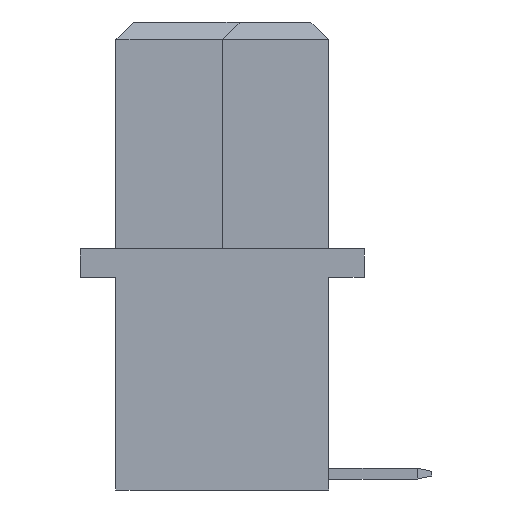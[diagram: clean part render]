
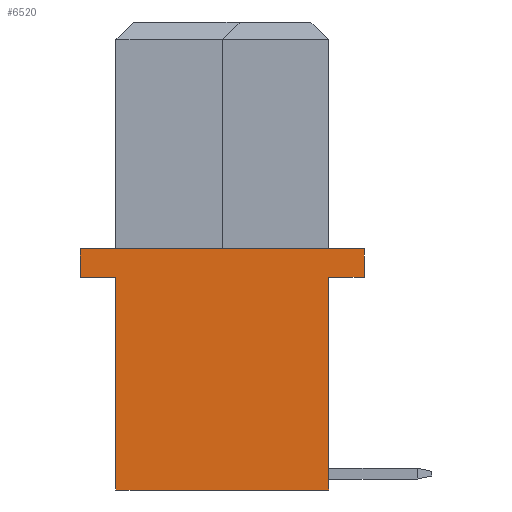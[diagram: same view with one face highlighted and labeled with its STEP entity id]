
A CAD part, left-side view. The second image highlights one B-rep face of the part: STEP entity #6520.
In plain terms, the highlighted planar face has unit normal (-1, 0, 0).
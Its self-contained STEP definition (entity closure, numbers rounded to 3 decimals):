
#232 = CARTESIAN_POINT ( 'NONE',  ( -19.38, 4., -6.4 ) ) ;
#303 = ORIENTED_EDGE ( 'NONE', *, *, #6000, .F. ) ;
#629 = CARTESIAN_POINT ( 'NONE',  ( -19.38, 3., -7.2 ) ) ;
#660 = DIRECTION ( 'NONE',  ( 0., 0., 1. ) ) ;
#711 = CARTESIAN_POINT ( 'NONE',  ( -19.38, -4., -13.2 ) ) ;
#760 = CARTESIAN_POINT ( 'NONE',  ( -19.38, 4., -13.2 ) ) ;
#803 = LINE ( 'NONE', #760, #8967 ) ;
#853 = DIRECTION ( 'NONE',  ( 0., -1., 0. ) ) ;
#939 = EDGE_CURVE ( 'NONE', #7473, #2477, #6301, .T. ) ;
#968 = VERTEX_POINT ( 'NONE', #3481 ) ;
#1426 = EDGE_CURVE ( 'NONE', #3104, #3992, #3565, .T. ) ;
#1911 = CARTESIAN_POINT ( 'NONE',  ( -19.38, 4., -7.2 ) ) ;
#2140 = CARTESIAN_POINT ( 'NONE',  ( -19.38, -3., -7.2 ) ) ;
#2372 = EDGE_CURVE ( 'NONE', #3104, #7677, #8148, .T. ) ;
#2375 = VECTOR ( 'NONE', #5550, 1000. ) ;
#2379 = ORIENTED_EDGE ( 'NONE', *, *, #7984, .T. ) ;
#2477 = VERTEX_POINT ( 'NONE', #3521 ) ;
#2483 = ORIENTED_EDGE ( 'NONE', *, *, #6588, .F. ) ;
#2669 = CARTESIAN_POINT ( 'NONE',  ( -19.38, -3., -7.2 ) ) ;
#2771 = VECTOR ( 'NONE', #853, 1000. ) ;
#3104 = VERTEX_POINT ( 'NONE', #8694 ) ;
#3134 = CARTESIAN_POINT ( 'NONE',  ( -19.38, 3., -13.2 ) ) ;
#3146 = ORIENTED_EDGE ( 'NONE', *, *, #5436, .T. ) ;
#3279 = ORIENTED_EDGE ( 'NONE', *, *, #9267, .F. ) ;
#3377 = CARTESIAN_POINT ( 'NONE',  ( -19.38, 4., -6.4 ) ) ;
#3481 = CARTESIAN_POINT ( 'NONE',  ( -19.38, -3., -13.2 ) ) ;
#3521 = CARTESIAN_POINT ( 'NONE',  ( -19.38, 4., -7.2 ) ) ;
#3565 = LINE ( 'NONE', #2140, #7144 ) ;
#3610 = DIRECTION ( 'NONE',  ( 0., 1., 0. ) ) ;
#3726 = ORIENTED_EDGE ( 'NONE', *, *, #2372, .T. ) ;
#3992 = VERTEX_POINT ( 'NONE', #7924 ) ;
#4556 = CARTESIAN_POINT ( 'NONE',  ( -19.38, -4., -13.2 ) ) ;
#4613 = LINE ( 'NONE', #3377, #9268 ) ;
#4695 = DIRECTION ( 'NONE',  ( 0., 0., 1. ) ) ;
#4796 = DIRECTION ( 'NONE',  ( 0., 1., 0. ) ) ;
#4972 = ORIENTED_EDGE ( 'NONE', *, *, #1426, .F. ) ;
#5036 = CARTESIAN_POINT ( 'NONE',  ( -19.38, -4., -6.4 ) ) ;
#5079 = ORIENTED_EDGE ( 'NONE', *, *, #939, .F. ) ;
#5140 = LINE ( 'NONE', #7499, #2771 ) ;
#5300 = EDGE_LOOP ( 'NONE', ( #3279, #4972, #3726, #303, #2483, #5079, #2379, #3146 ) ) ;
#5392 = VERTEX_POINT ( 'NONE', #232 ) ;
#5436 = EDGE_CURVE ( 'NONE', #6300, #968, #5140, .T. ) ;
#5550 = DIRECTION ( 'NONE',  ( 0., 0., -1. ) ) ;
#5627 = VECTOR ( 'NONE', #4796, 1000. ) ;
#5713 = DIRECTION ( 'NONE',  ( 0., 0., 1. ) ) ;
#6000 = EDGE_CURVE ( 'NONE', #5392, #7677, #4613, .T. ) ;
#6254 = LINE ( 'NONE', #2669, #2375 ) ;
#6300 = VERTEX_POINT ( 'NONE', #3134 ) ;
#6301 = LINE ( 'NONE', #1911, #5627 ) ;
#6420 = FACE_OUTER_BOUND ( 'NONE', #5300, .T. ) ;
#6520 = ADVANCED_FACE ( 'NONE', ( #6420 ), #7976, .T. ) ;
#6588 = EDGE_CURVE ( 'NONE', #2477, #5392, #803, .T. ) ;
#6995 = DIRECTION ( 'NONE',  ( 0., 0., -1. ) ) ;
#7077 = VECTOR ( 'NONE', #4695, 1000. ) ;
#7130 = DIRECTION ( 'NONE',  ( -1., 0., 0. ) ) ;
#7144 = VECTOR ( 'NONE', #3610, 1000. ) ;
#7324 = AXIS2_PLACEMENT_3D ( 'NONE', #711, #7130, #660 ) ;
#7344 = VECTOR ( 'NONE', #6995, 1000. ) ;
#7473 = VERTEX_POINT ( 'NONE', #8868 ) ;
#7499 = CARTESIAN_POINT ( 'NONE',  ( -19.38, -4., -13.2 ) ) ;
#7677 = VERTEX_POINT ( 'NONE', #5036 ) ;
#7924 = CARTESIAN_POINT ( 'NONE',  ( -19.38, -3., -7.2 ) ) ;
#7976 = PLANE ( 'NONE',  #7324 ) ;
#7984 = EDGE_CURVE ( 'NONE', #7473, #6300, #8567, .T. ) ;
#8148 = LINE ( 'NONE', #4556, #7077 ) ;
#8567 = LINE ( 'NONE', #629, #7344 ) ;
#8694 = CARTESIAN_POINT ( 'NONE',  ( -19.38, -4., -7.2 ) ) ;
#8868 = CARTESIAN_POINT ( 'NONE',  ( -19.38, 3., -7.2 ) ) ;
#8942 = DIRECTION ( 'NONE',  ( 0., -1., 0. ) ) ;
#8967 = VECTOR ( 'NONE', #5713, 1000. ) ;
#9267 = EDGE_CURVE ( 'NONE', #3992, #968, #6254, .T. ) ;
#9268 = VECTOR ( 'NONE', #8942, 1000. ) ;
